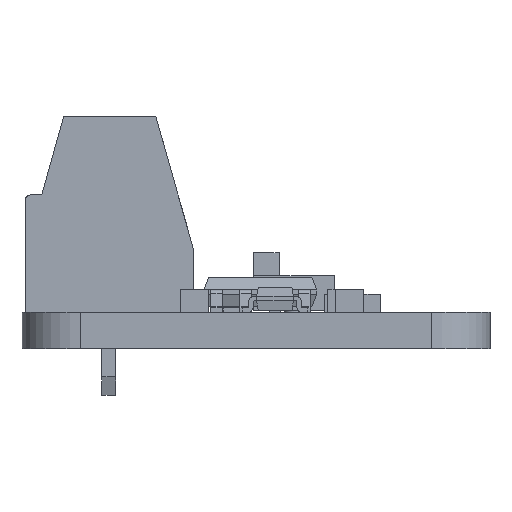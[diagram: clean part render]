
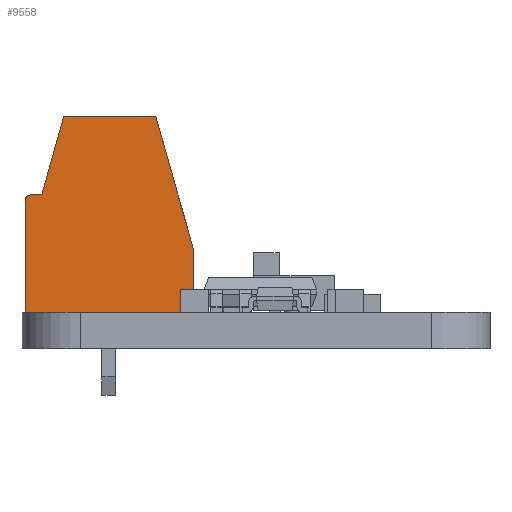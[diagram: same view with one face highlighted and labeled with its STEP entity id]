
A CAD part, left-side view. The second image highlights one B-rep face of the part: STEP entity #9558.
In plain terms, the highlighted face is planar.
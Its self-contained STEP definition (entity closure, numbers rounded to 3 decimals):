
#315=PLANE('',#10377);
#801=FACE_OUTER_BOUND('',#1374,.T.);
#1374=EDGE_LOOP('',(#7324,#7325,#7326,#7327,#7328,#7329,#7330,#7331));
#2018=LINE('',#14230,#3088);
#2067=LINE('',#15255,#3137);
#2068=LINE('',#15257,#3138);
#2069=LINE('',#15259,#3139);
#2070=LINE('',#15263,#3140);
#2071=LINE('',#15265,#3141);
#2072=LINE('',#15266,#3142);
#3088=VECTOR('',#11630,1000.);
#3137=VECTOR('',#11855,1000.);
#3138=VECTOR('',#11856,1000.);
#3139=VECTOR('',#11857,1000.);
#3140=VECTOR('',#11860,1000.);
#3141=VECTOR('',#11861,1000.);
#3142=VECTOR('',#11862,1000.);
#4056=CIRCLE('',#10378,0.2);
#4383=VERTEX_POINT('',#14228);
#4384=VERTEX_POINT('',#14229);
#4477=VERTEX_POINT('',#15254);
#4478=VERTEX_POINT('',#15256);
#4479=VERTEX_POINT('',#15258);
#4480=VERTEX_POINT('',#15260);
#4481=VERTEX_POINT('',#15262);
#4482=VERTEX_POINT('',#15264);
#5393=EDGE_CURVE('',#4383,#4384,#2018,.T.);
#5520=EDGE_CURVE('',#4477,#4384,#2067,.T.);
#5521=EDGE_CURVE('',#4477,#4478,#2068,.T.);
#5522=EDGE_CURVE('',#4478,#4479,#2069,.T.);
#5523=EDGE_CURVE('',#4479,#4480,#4056,.T.);
#5524=EDGE_CURVE('',#4480,#4481,#2070,.T.);
#5525=EDGE_CURVE('',#4481,#4482,#2071,.T.);
#5526=EDGE_CURVE('',#4383,#4482,#2072,.T.);
#7324=ORIENTED_EDGE('',*,*,#5393,.T.);
#7325=ORIENTED_EDGE('',*,*,#5520,.F.);
#7326=ORIENTED_EDGE('',*,*,#5521,.T.);
#7327=ORIENTED_EDGE('',*,*,#5522,.T.);
#7328=ORIENTED_EDGE('',*,*,#5523,.T.);
#7329=ORIENTED_EDGE('',*,*,#5524,.T.);
#7330=ORIENTED_EDGE('',*,*,#5525,.T.);
#7331=ORIENTED_EDGE('',*,*,#5526,.F.);
#9558=ADVANCED_FACE('',(#801),#315,.F.);
#10377=AXIS2_PLACEMENT_3D('',#15253,#11853,#11854);
#10378=AXIS2_PLACEMENT_3D('',#15261,#11858,#11859);
#11630=DIRECTION('',(0.,-0.274,0.962));
#11853=DIRECTION('center_axis',(-1.,0.,0.));
#11854=DIRECTION('ref_axis',(0.,-1.,0.));
#11855=DIRECTION('',(0.,1.,0.));
#11856=DIRECTION('',(0.,-0.269,-0.963));
#11857=DIRECTION('',(0.,-1.,0.));
#11858=DIRECTION('center_axis',(1.,0.,0.));
#11859=DIRECTION('ref_axis',(0.,-1.,0.));
#11860=DIRECTION('',(0.,0.,-1.));
#11861=DIRECTION('',(0.,1.,0.));
#11862=DIRECTION('',(0.,0.,-1.));
#14228=CARTESIAN_POINT('',(5.25,3.65,2.7));
#14229=CARTESIAN_POINT('',(5.25,2.,8.5));
#14230=CARTESIAN_POINT('',(5.25,3.458,3.373));
#15253=CARTESIAN_POINT('Origin',(5.25,-3.65,8.5));
#15254=CARTESIAN_POINT('',(5.25,-2.,8.5));
#15255=CARTESIAN_POINT('',(5.25,-3.65,8.5));
#15256=CARTESIAN_POINT('',(5.25,-2.95,5.1));
#15257=CARTESIAN_POINT('',(5.25,-2.,8.5));
#15258=CARTESIAN_POINT('',(5.25,-3.45,5.1));
#15259=CARTESIAN_POINT('',(5.25,-2.95,5.1));
#15260=CARTESIAN_POINT('',(5.25,-3.65,4.9));
#15261=CARTESIAN_POINT('Origin',(5.25,-3.45,4.9));
#15262=CARTESIAN_POINT('',(5.25,-3.65,0.));
#15263=CARTESIAN_POINT('',(5.25,-3.65,8.5));
#15264=CARTESIAN_POINT('',(5.25,3.65,0.));
#15265=CARTESIAN_POINT('',(5.25,-3.65,0.));
#15266=CARTESIAN_POINT('',(5.25,3.65,8.5));
